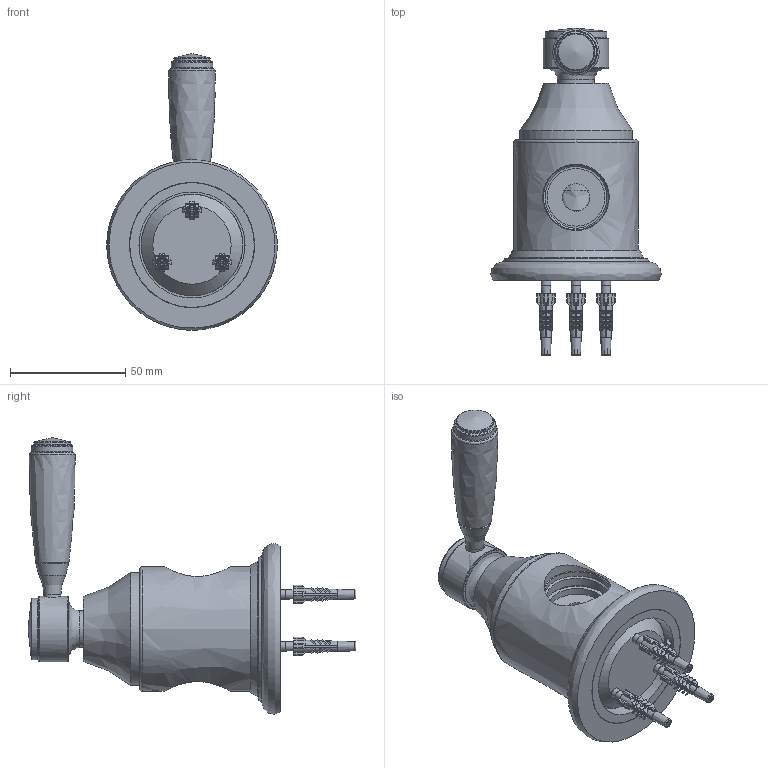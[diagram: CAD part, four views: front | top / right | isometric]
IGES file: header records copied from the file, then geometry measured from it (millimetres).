
Global section: file name: V241-TM; native system: Autodesk Inventor 2018; preprocessor: unknown; author: gwilkes; date: 20190709.082648; units: millimetre
Bounding box: 73.96 x 142.32 x 119.98 mm (x, y, z)
Volume: 174347 mm3; surface area: 77461.9 mm2
Topology: 31 solids, 31 shells, 1655 faces, 4820 edges, 3224 vertices
Faces by surface type: bspline 1655
